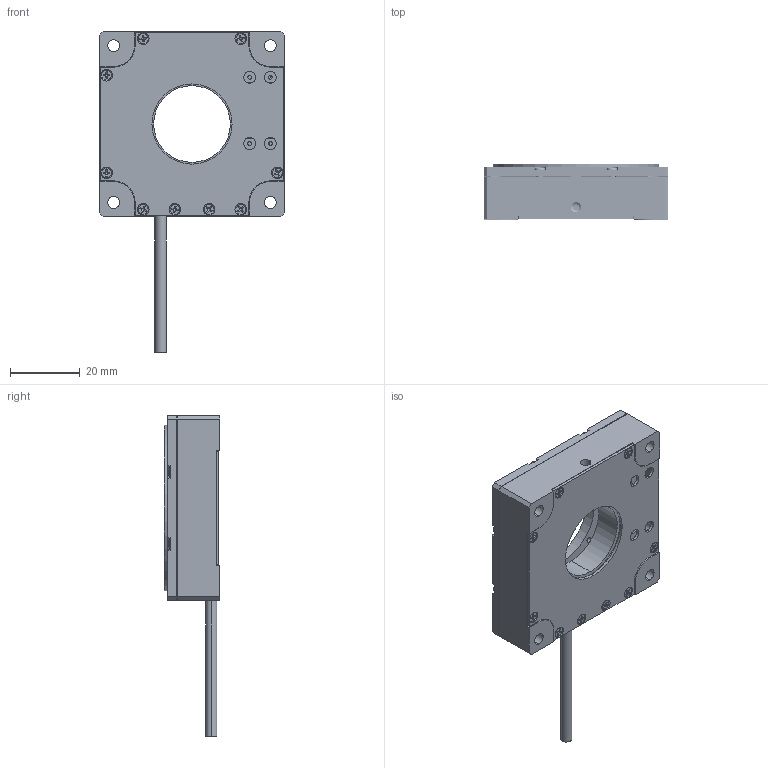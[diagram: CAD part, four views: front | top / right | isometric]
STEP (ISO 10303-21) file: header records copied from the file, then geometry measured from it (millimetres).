
FILE_DESCRIPTION (( 'STEP AP214' ), '1' );
FILE_NAME ('PR-50CR-110XX.STEP', '2026-01-09T17:45:14', ( '' ), ( '' ), 'SwSTEP 2.0', 'SolidWorks 2023', '' );
FILE_SCHEMA (( 'AUTOMOTIVE_DESIGN' ));
Length unit declared in the file: millimetre
Products named in the file (12): Screw, MS-PFH, E-NR, 100deg_0-80 x 1''8 (91771A915); 130394-103 Rotational Cross Roller Bearing, 10IDx21ODx5H, IKO_405A; PR-50CR Rotor Subassembly; 110331 Cable, 12 Conductor, 6x32AWG TP, Black PVC_L40; 432039 Cover, PR-50CR; PR-50CR-110XX; 432037 Rotor, PR-50CR; 432038 Carriage, PR-50CR_stuff on rotor; 432036 Bearing Clamp, PR-50CR_pointy; 92855A838_18-8 Stainless Steel Low-Profile Socket Head Screws_92855A838; SCREW, MS-PPH, M-JCIS_M2 x 0.4 x 4mm; 432035 Base, PR-50CR
Assembly tree (31 placements, depth 3):
  PR-50CR-110XX
    432035 Base, PR-50CR
    PR-50CR Rotor Subassembly
      130394-103 Rotational Cross Roller Bearing, 10IDx21ODx5H, IKO_405A
      432037 Rotor, PR-50CR
      432038 Carriage, PR-50CR_stuff on rotor
      92855A838_18-8 Stainless Steel Low-Profile Socket Head Screws_92855A838  x6
    432036 Bearing Clamp, PR-50CR_pointy
    SCREW, MS-PPH, M-JCIS_M2 x 0.4 x 4mm  x8
    432039 Cover, PR-50CR
    Screw, MS-PFH, E-NR, 100deg_0-80 x 1''8 (91771A915)  x9
    110331 Cable, 12 Conductor, 6x32AWG TP, Black PVC_L40
Bounding box: 53 x 15.8 x 92 mm (x, y, z)
Volume: 26682 mm3; surface area: 31920.7 mm2
Topology: 43 solids, 43 shells, 1612 faces, 4079 edges, 2545 vertices
Faces by surface type: plane 609, cylinder 562, cone 331, torus 68, bspline 42
Entity records: 71069 total; most frequent: CARTESIAN_POINT 51454, DIRECTION 4127, ORIENTED_EDGE 3898, EDGE_CURVE 1949, AXIS2_PLACEMENT_3D 1595, VERTEX_POINT 1258, EDGE_LOOP 947, LINE 937
